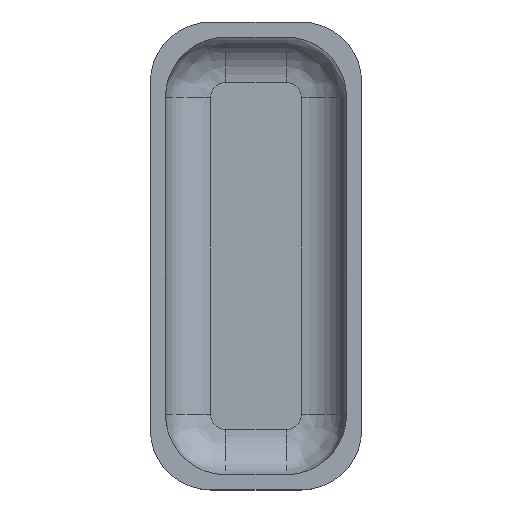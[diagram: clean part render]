
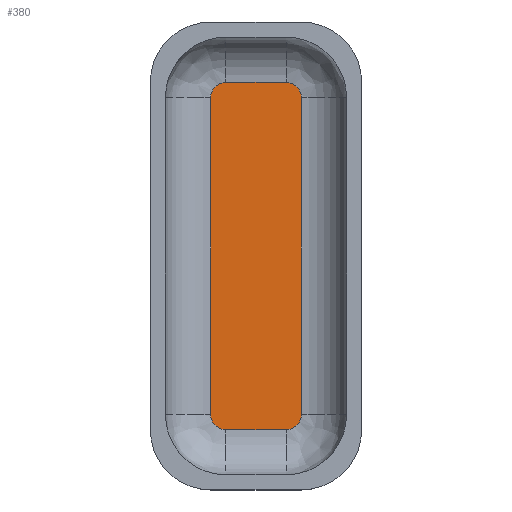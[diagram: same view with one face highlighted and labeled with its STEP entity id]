
A CAD part, top view. The second image highlights one B-rep face of the part: STEP entity #380.
In plain terms, the highlighted planar face has unit normal (0, 0, 1).
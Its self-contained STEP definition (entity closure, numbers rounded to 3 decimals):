
#24=PLANE('',#433);
#43=FACE_OUTER_BOUND('',#66,.T.);
#66=EDGE_LOOP('',(#292,#293,#294,#295,#296,#297,#298,#299));
#82=LINE('',#610,#108);
#84=LINE('',#630,#110);
#86=LINE('',#650,#112);
#88=LINE('',#667,#114);
#108=VECTOR('',#484,10.);
#110=VECTOR('',#496,10.);
#112=VECTOR('',#508,10.);
#114=VECTOR('',#518,10.);
#139=CIRCLE('',#416,5.);
#143=CIRCLE('',#421,5.);
#147=CIRCLE('',#426,5.);
#151=CIRCLE('',#431,5.);
#164=VERTEX_POINT('',#598);
#167=VERTEX_POINT('',#603);
#169=VERTEX_POINT('',#608);
#171=VERTEX_POINT('',#623);
#173=VERTEX_POINT('',#628);
#175=VERTEX_POINT('',#643);
#177=VERTEX_POINT('',#648);
#179=VERTEX_POINT('',#663);
#205=EDGE_CURVE('',#167,#164,#139,.T.);
#207=EDGE_CURVE('',#169,#167,#82,.T.);
#211=EDGE_CURVE('',#171,#169,#143,.T.);
#213=EDGE_CURVE('',#173,#171,#84,.T.);
#217=EDGE_CURVE('',#175,#173,#147,.T.);
#219=EDGE_CURVE('',#177,#175,#86,.T.);
#223=EDGE_CURVE('',#179,#177,#151,.T.);
#224=EDGE_CURVE('',#164,#179,#88,.T.);
#292=ORIENTED_EDGE('',*,*,#205,.F.);
#293=ORIENTED_EDGE('',*,*,#207,.F.);
#294=ORIENTED_EDGE('',*,*,#211,.F.);
#295=ORIENTED_EDGE('',*,*,#213,.F.);
#296=ORIENTED_EDGE('',*,*,#217,.F.);
#297=ORIENTED_EDGE('',*,*,#219,.F.);
#298=ORIENTED_EDGE('',*,*,#223,.F.);
#299=ORIENTED_EDGE('',*,*,#224,.F.);
#380=ADVANCED_FACE('',(#43),#24,.T.);
#416=AXIS2_PLACEMENT_3D('',#605,#478,#479);
#421=AXIS2_PLACEMENT_3D('',#625,#490,#491);
#426=AXIS2_PLACEMENT_3D('',#645,#502,#503);
#431=AXIS2_PLACEMENT_3D('',#665,#514,#515);
#433=AXIS2_PLACEMENT_3D('',#669,#520,#521);
#478=DIRECTION('center_axis',(0.,0.,-1.));
#479=DIRECTION('ref_axis',(0.707,-0.707,0.));
#484=DIRECTION('',(0.,-1.,0.));
#490=DIRECTION('center_axis',(0.,0.,-1.));
#491=DIRECTION('ref_axis',(0.707,0.707,0.));
#496=DIRECTION('',(1.,0.,0.));
#502=DIRECTION('center_axis',(0.,0.,-1.));
#503=DIRECTION('ref_axis',(-0.707,0.707,0.));
#508=DIRECTION('',(0.,1.,0.));
#514=DIRECTION('center_axis',(0.,0.,-1.));
#515=DIRECTION('ref_axis',(-0.707,-0.707,0.));
#518=DIRECTION('',(-1.,0.,0.));
#520=DIRECTION('center_axis',(0.,0.,1.));
#521=DIRECTION('ref_axis',(1.,0.,0.));
#598=CARTESIAN_POINT('',(0.,135.,-15.));
#603=CARTESIAN_POINT('',(5.,140.,-15.));
#605=CARTESIAN_POINT('Origin',(0.,140.,-15.));
#608=CARTESIAN_POINT('',(5.,245.,-15.));
#610=CARTESIAN_POINT('',(5.,228.75,-15.));
#623=CARTESIAN_POINT('',(0.,250.,-15.));
#625=CARTESIAN_POINT('Origin',(0.,245.,-15.));
#628=CARTESIAN_POINT('',(-20.,250.,-15.));
#630=CARTESIAN_POINT('',(-25.,250.,-15.));
#643=CARTESIAN_POINT('',(-25.,245.,-15.));
#645=CARTESIAN_POINT('Origin',(-20.,245.,-15.));
#648=CARTESIAN_POINT('',(-25.,140.,-15.));
#650=CARTESIAN_POINT('',(-25.,156.25,-15.));
#663=CARTESIAN_POINT('',(-20.,135.,-15.));
#665=CARTESIAN_POINT('Origin',(-20.,140.,-15.));
#667=CARTESIAN_POINT('',(5.,135.,-15.));
#669=CARTESIAN_POINT('Origin',(-10.,192.5,-15.));
